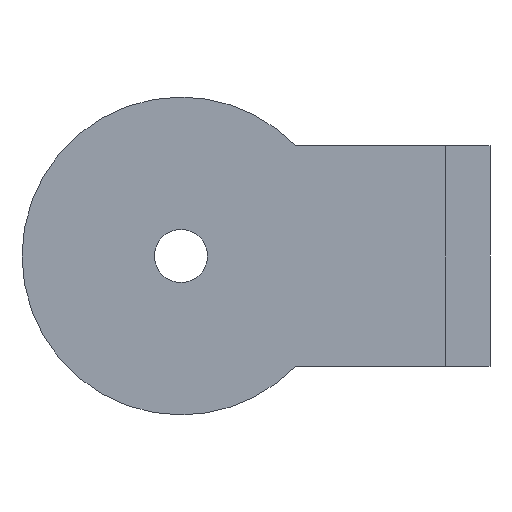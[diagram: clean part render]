
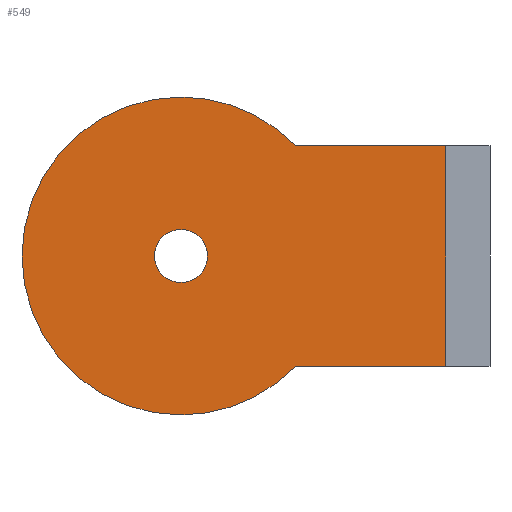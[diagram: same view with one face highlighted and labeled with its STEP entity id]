
A CAD part, left-side view. The second image highlights one B-rep face of the part: STEP entity #549.
In plain terms, the highlighted planar face has unit normal (-1, 0, 0).
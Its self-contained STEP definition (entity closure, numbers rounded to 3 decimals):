
#4 = DIRECTION ( 'NONE',  ( 1., 0., 0. ) ) ;
#5 = LINE ( 'NONE', #687, #621 ) ;
#10 = CARTESIAN_POINT ( 'NONE',  ( -35., 0., 12.5 ) ) ;
#12 = CARTESIAN_POINT ( 'NONE',  ( -35., 30., 0. ) ) ;
#31 = ORIENTED_EDGE ( 'NONE', *, *, #317, .F. ) ;
#41 = CARTESIAN_POINT ( 'NONE',  ( -35., 30., 0. ) ) ;
#55 = ORIENTED_EDGE ( 'NONE', *, *, #84, .T. ) ;
#75 = LINE ( 'NONE', #229, #560 ) ;
#84 = EDGE_CURVE ( 'NONE', #223, #588, #609, .T. ) ;
#97 = EDGE_CURVE ( 'NONE', #400, #641, #75, .T. ) ;
#131 = CARTESIAN_POINT ( 'NONE',  ( -35., 0., -12.5 ) ) ;
#134 = CIRCLE ( 'NONE', #487, 18. ) ;
#141 = FACE_OUTER_BOUND ( 'NONE', #544, .T. ) ;
#172 = CARTESIAN_POINT ( 'NONE',  ( -35., 17.048, 12.5 ) ) ;
#182 = CIRCLE ( 'NONE', #477, 18. ) ;
#191 = CARTESIAN_POINT ( 'NONE',  ( -35., 30., 0. ) ) ;
#212 = EDGE_LOOP ( 'NONE', ( #761, #55 ) ) ;
#223 = VERTEX_POINT ( 'NONE', #458 ) ;
#225 = CARTESIAN_POINT ( 'NONE',  ( -35., 17.048, -12.5 ) ) ;
#229 = CARTESIAN_POINT ( 'NONE',  ( -35., 5., -12.5 ) ) ;
#230 = PLANE ( 'NONE',  #541 ) ;
#237 = LINE ( 'NONE', #759, #282 ) ;
#252 = VERTEX_POINT ( 'NONE', #589 ) ;
#282 = VECTOR ( 'NONE', #696, 1000. ) ;
#291 = CARTESIAN_POINT ( 'NONE',  ( -35., 5., -12.5 ) ) ;
#295 = CARTESIAN_POINT ( 'NONE',  ( -35., 30., 0. ) ) ;
#301 = DIRECTION ( 'NONE',  ( 0., -1., 0. ) ) ;
#305 = DIRECTION ( 'NONE',  ( 0., 0., -1. ) ) ;
#314 = CARTESIAN_POINT ( 'NONE',  ( -35., 30., -18. ) ) ;
#317 = EDGE_CURVE ( 'NONE', #781, #252, #182, .T. ) ;
#362 = DIRECTION ( 'NONE',  ( 1., 0., 0. ) ) ;
#400 = VERTEX_POINT ( 'NONE', #225 ) ;
#401 = ORIENTED_EDGE ( 'NONE', *, *, #573, .F. ) ;
#406 = DIRECTION ( 'NONE',  ( 1., 0., 0. ) ) ;
#412 = AXIS2_PLACEMENT_3D ( 'NONE', #12, #362, #435 ) ;
#427 = AXIS2_PLACEMENT_3D ( 'NONE', #295, #4, #607 ) ;
#432 = CARTESIAN_POINT ( 'NONE',  ( -35., 30., 3. ) ) ;
#435 = DIRECTION ( 'NONE',  ( 0., 0., -1. ) ) ;
#447 = CIRCLE ( 'NONE', #412, 18. ) ;
#458 = CARTESIAN_POINT ( 'NONE',  ( -35., 30., -3. ) ) ;
#459 = AXIS2_PLACEMENT_3D ( 'NONE', #664, #406, #536 ) ;
#462 = DIRECTION ( 'NONE',  ( 0., 0., -1. ) ) ;
#464 = EDGE_CURVE ( 'NONE', #588, #223, #630, .T. ) ;
#467 = DIRECTION ( 'NONE',  ( 1., 0., 0. ) ) ;
#469 = DIRECTION ( 'NONE',  ( 0., -1., 0. ) ) ;
#477 = AXIS2_PLACEMENT_3D ( 'NONE', #41, #467, #462 ) ;
#487 = AXIS2_PLACEMENT_3D ( 'NONE', #191, #748, #305 ) ;
#523 = VERTEX_POINT ( 'NONE', #172 ) ;
#536 = DIRECTION ( 'NONE',  ( 0., 0., -1. ) ) ;
#541 = AXIS2_PLACEMENT_3D ( 'NONE', #291, #792, #548 ) ;
#544 = EDGE_LOOP ( 'NONE', ( #585, #401, #770, #31, #652, #578 ) ) ;
#548 = DIRECTION ( 'NONE',  ( 0., 0., 1. ) ) ;
#549 = ADVANCED_FACE ( 'NONE', ( #141, #627 ), #230, .T. ) ;
#560 = VECTOR ( 'NONE', #469, 1000. ) ;
#573 = EDGE_CURVE ( 'NONE', #523, #575, #5, .T. ) ;
#575 = VERTEX_POINT ( 'NONE', #10 ) ;
#578 = ORIENTED_EDGE ( 'NONE', *, *, #97, .T. ) ;
#585 = ORIENTED_EDGE ( 'NONE', *, *, #743, .F. ) ;
#588 = VERTEX_POINT ( 'NONE', #432 ) ;
#589 = CARTESIAN_POINT ( 'NONE',  ( -35., 30., 18. ) ) ;
#607 = DIRECTION ( 'NONE',  ( 0., 0., -1. ) ) ;
#609 = CIRCLE ( 'NONE', #459, 3. ) ;
#621 = VECTOR ( 'NONE', #301, 1000. ) ;
#627 = FACE_BOUND ( 'NONE', #212, .T. ) ;
#630 = CIRCLE ( 'NONE', #427, 3. ) ;
#641 = VERTEX_POINT ( 'NONE', #131 ) ;
#652 = ORIENTED_EDGE ( 'NONE', *, *, #681, .F. ) ;
#654 = EDGE_CURVE ( 'NONE', #252, #523, #134, .T. ) ;
#664 = CARTESIAN_POINT ( 'NONE',  ( -35., 30., 0. ) ) ;
#681 = EDGE_CURVE ( 'NONE', #400, #781, #447, .T. ) ;
#687 = CARTESIAN_POINT ( 'NONE',  ( -35., 5., 12.5 ) ) ;
#696 = DIRECTION ( 'NONE',  ( 0., 0., -1. ) ) ;
#743 = EDGE_CURVE ( 'NONE', #575, #641, #237, .T. ) ;
#748 = DIRECTION ( 'NONE',  ( 1., 0., 0. ) ) ;
#759 = CARTESIAN_POINT ( 'NONE',  ( -35., 0., -12.5 ) ) ;
#761 = ORIENTED_EDGE ( 'NONE', *, *, #464, .T. ) ;
#770 = ORIENTED_EDGE ( 'NONE', *, *, #654, .F. ) ;
#781 = VERTEX_POINT ( 'NONE', #314 ) ;
#792 = DIRECTION ( 'NONE',  ( -1., 0., 0. ) ) ;
